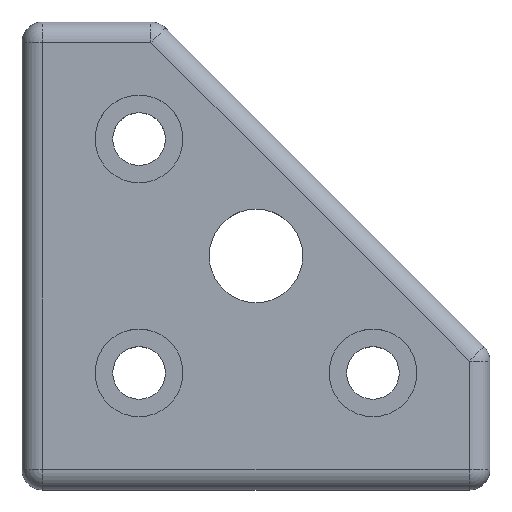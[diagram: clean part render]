
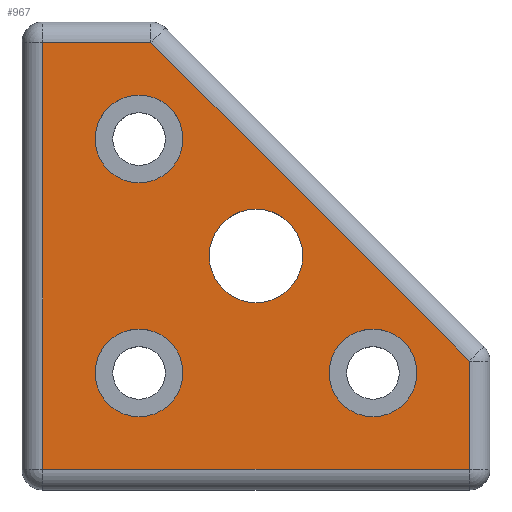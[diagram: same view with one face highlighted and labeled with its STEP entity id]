
A CAD part, top view. The second image highlights one B-rep face of the part: STEP entity #967.
In plain terms, the highlighted planar face has unit normal (0, 0, 1).
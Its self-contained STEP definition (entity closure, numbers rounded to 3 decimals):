
#172=CARTESIAN_POINT('',(188.761,273.346,15.0));
#173=VERTEX_POINT('',#172);
#182=CARTESIAN_POINT('',(203.761,273.346,15.0));
#183=VERTEX_POINT('',#182);
#184=CARTESIAN_POINT('',(196.261,273.346,15.0));
#185=DIRECTION('',(0.0,0.0,-1.0));
#186=DIRECTION('',(-1.0,0.0,0.0));
#187=AXIS2_PLACEMENT_3D('',#184,#185,#186);
#188=CIRCLE('',#187,7.5);
#189=EDGE_CURVE('',#183,#173,#188,.T.);
#256=CARTESIAN_POINT('',(188.761,233.346,15.0));
#257=VERTEX_POINT('',#256);
#266=CARTESIAN_POINT('',(203.761,233.346,15.0));
#267=VERTEX_POINT('',#266);
#268=CARTESIAN_POINT('',(196.261,233.346,15.0));
#269=DIRECTION('',(0.0,0.0,-1.0));
#270=DIRECTION('',(-1.0,0.0,0.0));
#271=AXIS2_PLACEMENT_3D('',#268,#269,#270);
#272=CIRCLE('',#271,7.5);
#273=EDGE_CURVE('',#267,#257,#272,.T.);
#340=CARTESIAN_POINT('',(228.761,233.346,15.0));
#341=VERTEX_POINT('',#340);
#350=CARTESIAN_POINT('',(243.761,233.346,15.0));
#351=VERTEX_POINT('',#350);
#352=CARTESIAN_POINT('',(236.261,233.346,15.0));
#353=DIRECTION('',(0.0,0.0,-1.0));
#354=DIRECTION('',(-1.0,0.0,0.0));
#355=AXIS2_PLACEMENT_3D('',#352,#353,#354);
#356=CIRCLE('',#355,7.5);
#357=EDGE_CURVE('',#351,#341,#356,.T.);
#382=CARTESIAN_POINT('',(208.261,253.346,15.0));
#383=VERTEX_POINT('',#382);
#392=CARTESIAN_POINT('',(224.261,253.346,15.0));
#393=VERTEX_POINT('',#392);
#394=CARTESIAN_POINT('',(216.261,253.346,15.0));
#395=DIRECTION('',(0.0,0.0,-1.0));
#396=DIRECTION('',(-1.0,0.0,0.0));
#397=AXIS2_PLACEMENT_3D('',#394,#395,#396);
#398=CIRCLE('',#397,8.0);
#399=EDGE_CURVE('',#393,#383,#398,.T.);
#435=CARTESIAN_POINT('',(252.761,216.846,15.0));
#436=VERTEX_POINT('',#435);
#461=CARTESIAN_POINT('',(179.761,216.846,15.0));
#462=VERTEX_POINT('',#461);
#505=CARTESIAN_POINT('',(252.761,235.372,15.0));
#506=VERTEX_POINT('',#505);
#531=CARTESIAN_POINT('',(179.761,289.846,15.0));
#532=VERTEX_POINT('',#531);
#564=CARTESIAN_POINT('',(198.287,289.846,15.0));
#565=VERTEX_POINT('',#564);
#639=CARTESIAN_POINT('',(179.761,289.846,15.0));
#640=DIRECTION('',(1.0,0.0,0.0));
#641=VECTOR('',#640,18.526);
#642=LINE('',#639,#641);
#643=EDGE_CURVE('',#532,#565,#642,.T.);
#661=CARTESIAN_POINT('',(198.287,289.846,15.0));
#662=DIRECTION('',(0.707,-0.707,0.0));
#663=VECTOR('',#662,77.038);
#664=LINE('',#661,#663);
#665=EDGE_CURVE('',#565,#506,#664,.T.);
#715=CARTESIAN_POINT('',(179.761,216.846,15.0));
#716=DIRECTION('',(0.0,1.0,0.0));
#717=VECTOR('',#716,73.0);
#718=LINE('',#715,#717);
#719=EDGE_CURVE('',#462,#532,#718,.T.);
#769=CARTESIAN_POINT('',(252.761,235.372,15.0));
#770=DIRECTION('',(0.0,-1.0,0.0));
#771=VECTOR('',#770,18.526);
#772=LINE('',#769,#771);
#773=EDGE_CURVE('',#506,#436,#772,.T.);
#823=CARTESIAN_POINT('',(252.761,216.846,15.0));
#824=DIRECTION('',(-1.0,0.0,0.0));
#825=VECTOR('',#824,73.0);
#826=LINE('',#823,#825);
#827=EDGE_CURVE('',#436,#462,#826,.T.);
#915=CARTESIAN_POINT('',(256.261,236.822,15.0));
#916=DIRECTION('',(0.0,0.0,-1.0));
#917=DIRECTION('',(-1.0,0.0,0.0));
#918=AXIS2_PLACEMENT_3D('',#915,#916,#917);
#919=PLANE('',#918);
#920=ORIENTED_EDGE('',*,*,#643,.F.);
#921=ORIENTED_EDGE('',*,*,#719,.F.);
#922=ORIENTED_EDGE('',*,*,#827,.F.);
#923=ORIENTED_EDGE('',*,*,#773,.F.);
#924=ORIENTED_EDGE('',*,*,#665,.F.);
#925=EDGE_LOOP('',(#920,#921,#922,#923,#924));
#926=FACE_OUTER_BOUND('',#925,.T.);
#927=CARTESIAN_POINT('',(196.261,273.346,15.0));
#928=DIRECTION('',(0.0,0.0,-1.0));
#929=DIRECTION('',(-1.0,0.0,0.0));
#930=AXIS2_PLACEMENT_3D('',#927,#928,#929);
#931=CIRCLE('',#930,7.5);
#932=EDGE_CURVE('',#173,#183,#931,.T.);
#933=ORIENTED_EDGE('',*,*,#932,.T.);
#934=ORIENTED_EDGE('',*,*,#189,.T.);
#935=EDGE_LOOP('',(#933,#934));
#936=FACE_BOUND('',#935,.T.);
#937=CARTESIAN_POINT('',(196.261,233.346,15.0));
#938=DIRECTION('',(0.0,0.0,-1.0));
#939=DIRECTION('',(-1.0,0.0,0.0));
#940=AXIS2_PLACEMENT_3D('',#937,#938,#939);
#941=CIRCLE('',#940,7.5);
#942=EDGE_CURVE('',#257,#267,#941,.T.);
#943=ORIENTED_EDGE('',*,*,#942,.T.);
#944=ORIENTED_EDGE('',*,*,#273,.T.);
#945=EDGE_LOOP('',(#943,#944));
#946=FACE_BOUND('',#945,.T.);
#947=CARTESIAN_POINT('',(236.261,233.346,15.0));
#948=DIRECTION('',(0.0,0.0,-1.0));
#949=DIRECTION('',(-1.0,0.0,0.0));
#950=AXIS2_PLACEMENT_3D('',#947,#948,#949);
#951=CIRCLE('',#950,7.5);
#952=EDGE_CURVE('',#341,#351,#951,.T.);
#953=ORIENTED_EDGE('',*,*,#952,.T.);
#954=ORIENTED_EDGE('',*,*,#357,.T.);
#955=EDGE_LOOP('',(#953,#954));
#956=FACE_BOUND('',#955,.T.);
#957=CARTESIAN_POINT('',(216.261,253.346,15.0));
#958=DIRECTION('',(0.0,0.0,-1.0));
#959=DIRECTION('',(-1.0,0.0,0.0));
#960=AXIS2_PLACEMENT_3D('',#957,#958,#959);
#961=CIRCLE('',#960,8.0);
#962=EDGE_CURVE('',#383,#393,#961,.T.);
#963=ORIENTED_EDGE('',*,*,#962,.T.);
#964=ORIENTED_EDGE('',*,*,#399,.T.);
#965=EDGE_LOOP('',(#963,#964));
#966=FACE_BOUND('',#965,.T.);
#967=ADVANCED_FACE('',(#926,#936,#946,#956,#966),#919,.F.);
